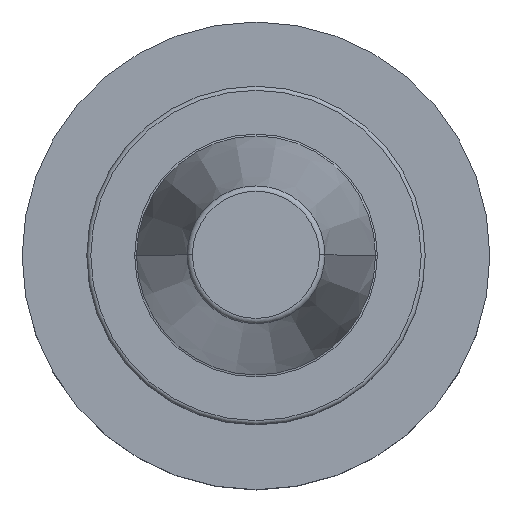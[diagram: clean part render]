
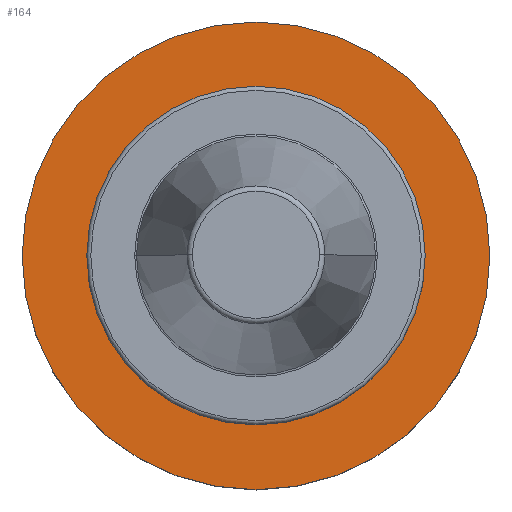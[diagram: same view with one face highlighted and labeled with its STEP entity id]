
A CAD part, top view. The second image highlights one B-rep face of the part: STEP entity #164.
In plain terms, the highlighted planar face has unit normal (0, 0, 1).
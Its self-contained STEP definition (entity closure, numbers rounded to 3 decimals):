
#164=ADVANCED_FACE('',(#194,#195),#182,.F.);
#182=PLANE('',#670);
#194=FACE_BOUND('',#227,.T.);
#195=FACE_BOUND('',#228,.T.);
#227=EDGE_LOOP('',(#341,#342));
#228=EDGE_LOOP('',(#343,#344));
#341=ORIENTED_EDGE('',*,*,#468,.F.);
#342=ORIENTED_EDGE('',*,*,#496,.F.);
#343=ORIENTED_EDGE('',*,*,#466,.T.);
#344=ORIENTED_EDGE('',*,*,#497,.T.);
#417=VERTEX_POINT('',#978);
#418=VERTEX_POINT('',#980);
#419=VERTEX_POINT('',#984);
#420=VERTEX_POINT('',#985);
#466=EDGE_CURVE('',#418,#417,#534,.T.);
#468=EDGE_CURVE('',#419,#420,#535,.T.);
#496=EDGE_CURVE('',#420,#419,#555,.T.);
#497=EDGE_CURVE('',#417,#418,#556,.T.);
#534=CIRCLE('',#630,30.);
#535=CIRCLE('',#632,43.5);
#555=CIRCLE('',#667,43.5);
#556=CIRCLE('',#669,30.);
#630=AXIS2_PLACEMENT_3D('',#979,#769,#770);
#632=AXIS2_PLACEMENT_3D('',#983,#774,#775);
#667=AXIS2_PLACEMENT_3D('',#1040,#852,#853);
#669=AXIS2_PLACEMENT_3D('',#1042,#856,#857);
#670=AXIS2_PLACEMENT_3D('',#1043,#858,#859);
#769=DIRECTION('',(0.,0.,-1.));
#770=DIRECTION('',(-1.,0.,0.));
#774=DIRECTION('',(0.,0.,-1.));
#775=DIRECTION('',(-1.,0.,0.));
#852=DIRECTION('',(0.,0.,-1.));
#853=DIRECTION('',(-1.,0.,0.));
#856=DIRECTION('',(0.,0.,-1.));
#857=DIRECTION('',(-1.,0.,0.));
#858=DIRECTION('',(0.,0.,-1.));
#859=DIRECTION('',(1.,0.,0.));
#978=CARTESIAN_POINT('',(30.,0.,-45.));
#979=CARTESIAN_POINT('',(0.,0.,-45.));
#980=CARTESIAN_POINT('',(-30.,0.,-45.));
#983=CARTESIAN_POINT('',(0.,0.,-45.));
#984=CARTESIAN_POINT('',(-43.5,0.,-45.));
#985=CARTESIAN_POINT('',(43.5,0.,-45.));
#1040=CARTESIAN_POINT('',(0.,0.,-45.));
#1042=CARTESIAN_POINT('',(0.,0.,-45.));
#1043=CARTESIAN_POINT('',(0.,30.,-45.));
